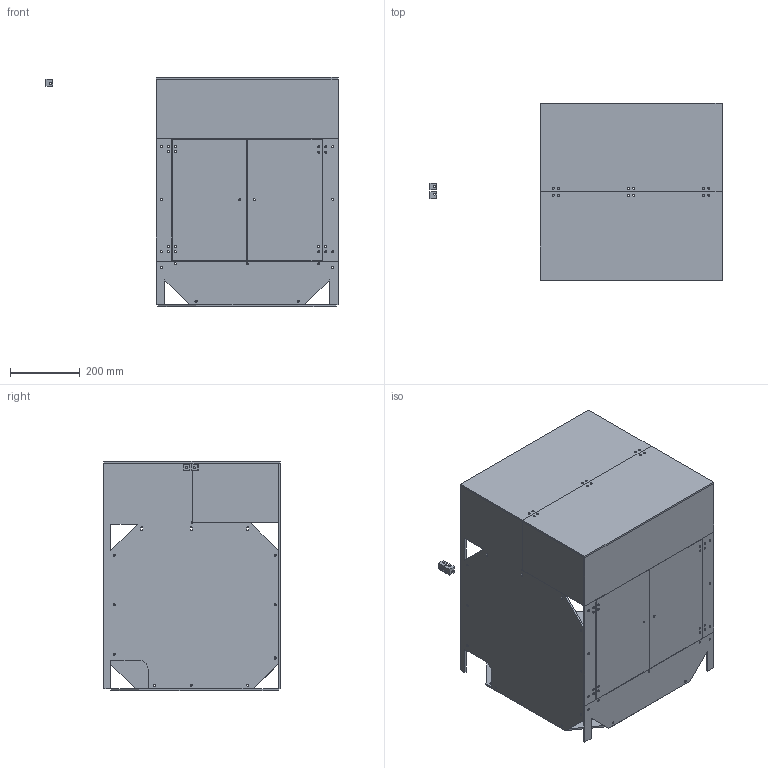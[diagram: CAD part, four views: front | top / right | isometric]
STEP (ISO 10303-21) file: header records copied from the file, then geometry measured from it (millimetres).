
FILE_DESCRIPTION(('HOOPS Exchange Step'),'2;1');
FILE_NAME('temp_export.step','2020-04-10T10:44:04+01:00',('mobile'),('Shapr3D Limited'),'HOOPS Exchange 2018.1','Shapr3D','Authorized');
FILE_SCHEMA( ('AP203_CONFIGURATION_CONTROLLED_3D_DESIGN_OF_MECHANICAL_PARTS_AND_ASSEMBLIES_MIM_LF') );
Length unit declared in the file: millimetre
Products named in the file (1): temp_export.x_b
Bounding box: 835 x 505 x 655 mm (x, y, z)
Volume: 7622138.7 mm3; surface area: 3162648.9 mm2
Topology: 17 solids, 17 shells, 319 faces, 986 edges, 701 vertices
Faces by surface type: plane 191, cylinder 128
Full cylindrical faces by diameter (mm): 5.751 x4, 6 x75, 6.325 x1
Entity records: 11734 total; most frequent: CARTESIAN_POINT 2019, DIRECTION 2009, ORIENTED_EDGE 1972, EDGE_CURVE 986, AXIS2_PLACEMENT_3D 707, VERTEX_POINT 701, VECTOR 595, LINE 595
